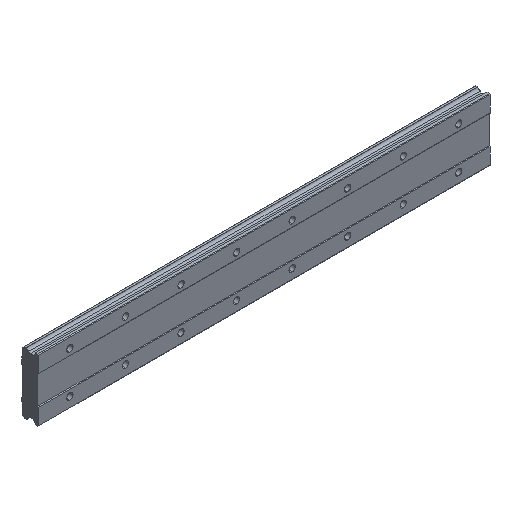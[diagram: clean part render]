
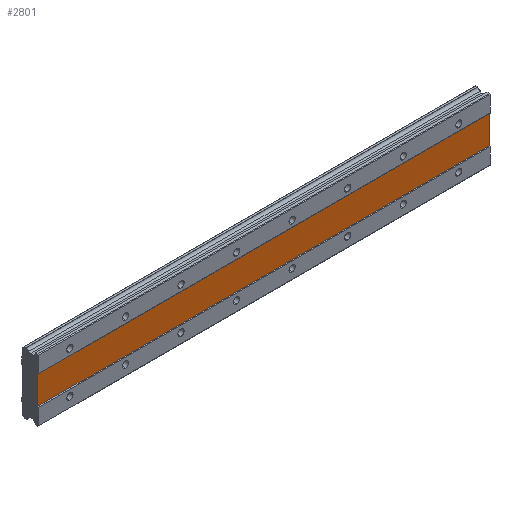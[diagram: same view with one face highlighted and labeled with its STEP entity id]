
A CAD part, isometric view. The second image highlights one B-rep face of the part: STEP entity #2801.
In plain terms, the highlighted planar face has unit normal (0, -1, 0).
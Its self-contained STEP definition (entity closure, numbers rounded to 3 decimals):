
#108 = VECTOR ( 'NONE', #2868, 1000. ) ;
#177 = FACE_OUTER_BOUND ( 'NONE', #2651, .T. ) ;
#184 = DIRECTION ( 'NONE',  ( 0., 0., -1. ) ) ;
#203 = AXIS2_PLACEMENT_3D ( 'NONE', #1832, #392, #968 ) ;
#328 = VERTEX_POINT ( 'NONE', #3126 ) ;
#349 = CARTESIAN_POINT ( 'NONE',  ( 605., 1., -20. ) ) ;
#392 = DIRECTION ( 'NONE',  ( 0., 1., 0. ) ) ;
#414 = EDGE_CURVE ( 'NONE', #1692, #328, #2428, .T. ) ;
#497 = ORIENTED_EDGE ( 'NONE', *, *, #1651, .F. ) ;
#630 = ORIENTED_EDGE ( 'NONE', *, *, #414, .F. ) ;
#639 = ORIENTED_EDGE ( 'NONE', *, *, #2018, .F. ) ;
#646 = LINE ( 'NONE', #1806, #1914 ) ;
#825 = EDGE_CURVE ( 'NONE', #1595, #1692, #1436, .T. ) ;
#968 = DIRECTION ( 'NONE',  ( 0., 0., 1. ) ) ;
#991 = VECTOR ( 'NONE', #184, 1000. ) ;
#1156 = CARTESIAN_POINT ( 'NONE',  ( -45., 1., -20. ) ) ;
#1208 = VECTOR ( 'NONE', #2116, 1000. ) ;
#1230 = DIRECTION ( 'NONE',  ( -1., 0., 0. ) ) ;
#1436 = LINE ( 'NONE', #1717, #108 ) ;
#1595 = VERTEX_POINT ( 'NONE', #1156 ) ;
#1651 = EDGE_CURVE ( 'NONE', #328, #2048, #2991, .T. ) ;
#1692 = VERTEX_POINT ( 'NONE', #3490 ) ;
#1717 = CARTESIAN_POINT ( 'NONE',  ( -45., 1., 20. ) ) ;
#1806 = CARTESIAN_POINT ( 'NONE',  ( 605., 1., -20. ) ) ;
#1832 = CARTESIAN_POINT ( 'NONE',  ( 605., 1., 20. ) ) ;
#1914 = VECTOR ( 'NONE', #1230, 1000. ) ;
#2018 = EDGE_CURVE ( 'NONE', #2048, #1595, #646, .T. ) ;
#2048 = VERTEX_POINT ( 'NONE', #349 ) ;
#2116 = DIRECTION ( 'NONE',  ( 1., 0., 0. ) ) ;
#2428 = LINE ( 'NONE', #3237, #1208 ) ;
#2651 = EDGE_LOOP ( 'NONE', ( #639, #497, #630, #2808 ) ) ;
#2801 = ADVANCED_FACE ( 'NONE', ( #177 ), #3501, .F. ) ;
#2808 = ORIENTED_EDGE ( 'NONE', *, *, #825, .F. ) ;
#2868 = DIRECTION ( 'NONE',  ( 0., 0., 1. ) ) ;
#2991 = LINE ( 'NONE', #3544, #991 ) ;
#3126 = CARTESIAN_POINT ( 'NONE',  ( 605., 1., 20. ) ) ;
#3237 = CARTESIAN_POINT ( 'NONE',  ( 605., 1., 20. ) ) ;
#3490 = CARTESIAN_POINT ( 'NONE',  ( -45., 1., 20. ) ) ;
#3501 = PLANE ( 'NONE',  #203 ) ;
#3544 = CARTESIAN_POINT ( 'NONE',  ( 605., 1., 20. ) ) ;
